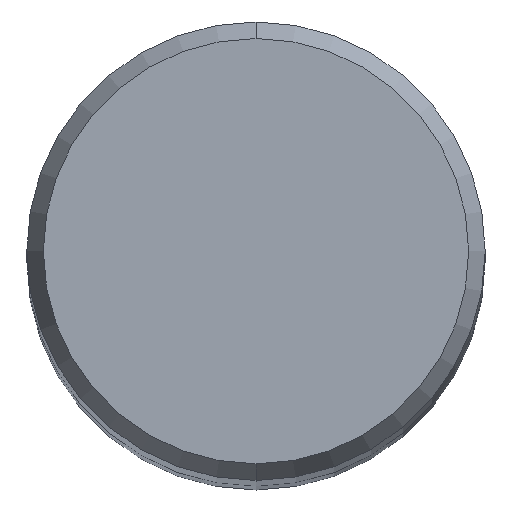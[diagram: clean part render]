
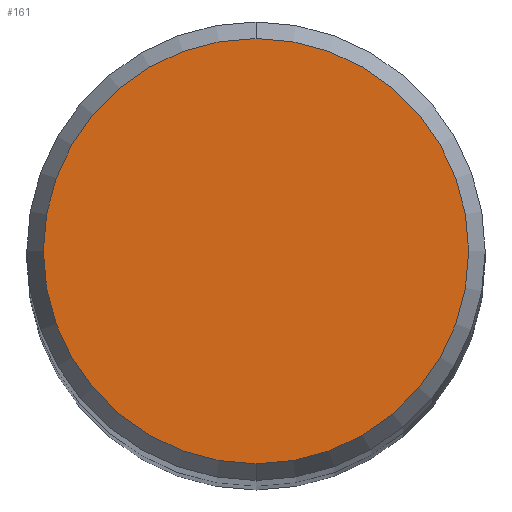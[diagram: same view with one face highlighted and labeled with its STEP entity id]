
A CAD part, top view. The second image highlights one B-rep face of the part: STEP entity #161.
In plain terms, the highlighted planar face has unit normal (0, 0, 1).
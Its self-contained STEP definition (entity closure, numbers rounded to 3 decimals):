
#161=ADVANCED_FACE('',(#412),#413,.T.);
#187=EDGE_CURVE('',#235,#337,#443,.T.);
#235=VERTEX_POINT('',#495);
#239=EDGE_CURVE('',#337,#235,#499,.T.);
#337=VERTEX_POINT('',#604);
#412=FACE_OUTER_BOUND('',#695,.T.);
#413=PLANE('',#696);
#443=CIRCLE('',#735,2.946);
#495=CARTESIAN_POINT('',(0.0,2.946,0.));
#499=CIRCLE('',#834,2.946);
#604=CARTESIAN_POINT('',(0.,-2.946,0.));
#695=EDGE_LOOP('',(#1220,#1221));
#696=AXIS2_PLACEMENT_3D('',#1222,#1223,#1224);
#735=AXIS2_PLACEMENT_3D('',#1271,#1272,#1273);
#834=AXIS2_PLACEMENT_3D('',#1322,#1323,#1324);
#1220=ORIENTED_EDGE('',*,*,#187,.F.);
#1221=ORIENTED_EDGE('',*,*,#239,.F.);
#1222=CARTESIAN_POINT('',(0.0,1.473,0.));
#1223=DIRECTION('',(-0.0,0.0,1.0));
#1224=DIRECTION('',(0.0,-1.0,0.0));
#1271=CARTESIAN_POINT('',(0.0,0.0,0.));
#1272=DIRECTION('',(0.0,0.0,-1.0));
#1273=DIRECTION('',(0.0,1.0,0.0));
#1322=CARTESIAN_POINT('',(0.0,0.0,0.));
#1323=DIRECTION('',(0.0,0.0,-1.0));
#1324=DIRECTION('',(0.0,1.0,0.0));
